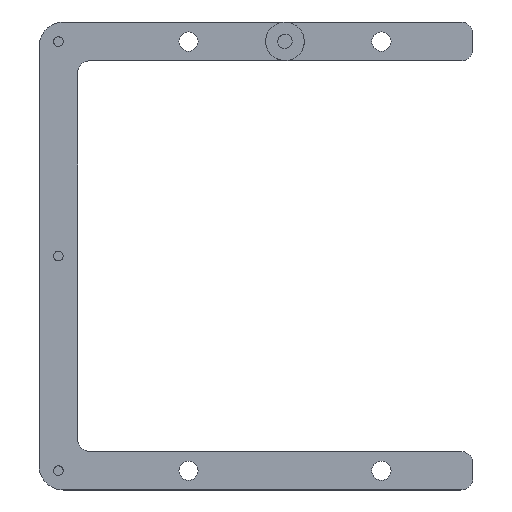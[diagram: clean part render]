
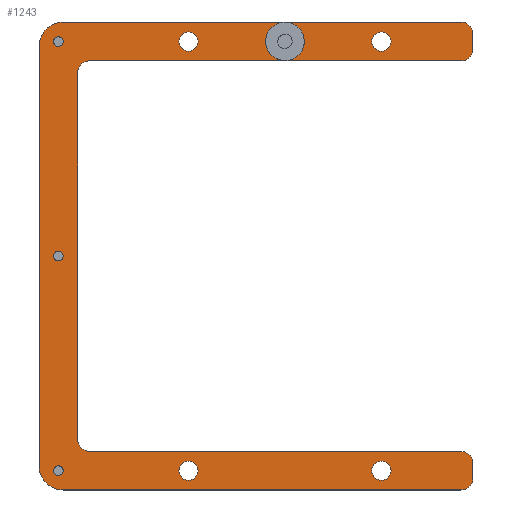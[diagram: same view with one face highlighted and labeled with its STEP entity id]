
A CAD part, top view. The second image highlights one B-rep face of the part: STEP entity #1243.
In plain terms, the highlighted planar face has unit normal (0, 0, 1).
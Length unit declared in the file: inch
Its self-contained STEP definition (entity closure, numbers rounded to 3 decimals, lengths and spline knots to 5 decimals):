
#329=CARTESIAN_POINT('',(0.41339,-1.59449,0.19685));
#330=VERTEX_POINT('',#329);
#337=CARTESIAN_POINT('',(3.44488,-1.59449,0.19685));
#338=VERTEX_POINT('',#337);
#339=CARTESIAN_POINT('',(3.44488,-1.59449,0.19685));
#340=DIRECTION('',(-1.,-0.,0.));
#341=VECTOR('',#340,3.0315);
#342=LINE('',#339,#341);
#343=EDGE_CURVE('',#338,#330,#342,.T.);
#368=CARTESIAN_POINT('',(0.31496,-1.49606,0.19685));
#369=VERTEX_POINT('',#368);
#376=CARTESIAN_POINT('',(0.41339,-1.49606,0.19685));
#377=DIRECTION('',(0.,0.,-1.));
#378=DIRECTION('',(0.,-1.,0.));
#379=AXIS2_PLACEMENT_3D('',#376,#377,#378);
#380=CIRCLE('',#379,0.09843);
#381=EDGE_CURVE('',#330,#369,#380,.T.);
#403=CARTESIAN_POINT('',(0.41339,1.59449,0.19685));
#404=VERTEX_POINT('',#403);
#411=CARTESIAN_POINT('',(0.31496,1.49606,0.19685));
#412=VERTEX_POINT('',#411);
#413=CARTESIAN_POINT('',(0.41339,1.49606,0.19685));
#414=DIRECTION('',(0.,0.,-1.));
#415=DIRECTION('',(-1.,0.,0.));
#416=AXIS2_PLACEMENT_3D('',#413,#414,#415);
#417=CIRCLE('',#416,0.09843);
#418=EDGE_CURVE('',#412,#404,#417,.T.);
#444=CARTESIAN_POINT('',(3.44488,-1.90945,0.19685));
#445=VERTEX_POINT('',#444);
#452=CARTESIAN_POINT('',(0.19685,-1.90945,0.19685));
#453=VERTEX_POINT('',#452);
#454=CARTESIAN_POINT('',(0.19685,-1.90945,0.19685));
#455=DIRECTION('',(1.,0.,-0.));
#456=VECTOR('',#455,3.24803);
#457=LINE('',#454,#456);
#458=EDGE_CURVE('',#453,#445,#457,.T.);
#481=CARTESIAN_POINT('',(0.31496,-1.49606,0.19685));
#482=DIRECTION('',(-0.,1.,0.));
#483=VECTOR('',#482,2.99213);
#484=LINE('',#481,#483);
#485=EDGE_CURVE('',#369,#412,#484,.T.);
#506=CARTESIAN_POINT('',(3.54331,-1.69291,0.19685));
#507=VERTEX_POINT('',#506);
#514=CARTESIAN_POINT('',(3.54331,-1.81102,0.19685));
#515=VERTEX_POINT('',#514);
#516=CARTESIAN_POINT('',(3.54331,-1.81102,0.19685));
#517=DIRECTION('',(0.,1.,0.));
#518=VECTOR('',#517,0.11811);
#519=LINE('',#516,#518);
#520=EDGE_CURVE('',#515,#507,#519,.T.);
#536=CARTESIAN_POINT('',(2.87402,-1.75197,0.19685));
#537=VERTEX_POINT('',#536);
#546=CARTESIAN_POINT('',(2.71654,-1.75197,0.19685));
#547=VERTEX_POINT('',#546);
#548=CARTESIAN_POINT('',(2.79528,-1.75197,0.19685));
#549=DIRECTION('',(0.,0.,1.));
#550=DIRECTION('',(-1.,0.,0.));
#551=AXIS2_PLACEMENT_3D('',#548,#549,#550);
#552=CIRCLE('',#551,0.07874);
#553=EDGE_CURVE('',#537,#547,#552,.T.);
#555=CARTESIAN_POINT('',(2.79528,-1.75197,0.19685));
#556=DIRECTION('',(0.,0.,1.));
#557=DIRECTION('',(-1.,0.,0.));
#558=AXIS2_PLACEMENT_3D('',#555,#556,#557);
#559=CIRCLE('',#558,0.07874);
#560=EDGE_CURVE('',#547,#537,#559,.T.);
#595=CARTESIAN_POINT('',(3.44488,-1.81102,0.19685));
#596=DIRECTION('',(0.,0.,1.));
#597=DIRECTION('',(0.,-1.,0.));
#598=AXIS2_PLACEMENT_3D('',#595,#596,#597);
#599=CIRCLE('',#598,0.09843);
#600=EDGE_CURVE('',#445,#515,#599,.T.);
#619=CARTESIAN_POINT('',(3.44488,1.59449,0.19685));
#620=VERTEX_POINT('',#619);
#627=CARTESIAN_POINT('',(0.41339,1.59449,0.19685));
#628=DIRECTION('',(1.,0.,0.));
#629=VECTOR('',#628,3.0315);
#630=LINE('',#627,#629);
#631=EDGE_CURVE('',#404,#620,#630,.T.);
#650=CARTESIAN_POINT('',(3.44488,-1.69291,0.19685));
#651=DIRECTION('',(0.,0.,1.));
#652=DIRECTION('',(1.,0.,-0.));
#653=AXIS2_PLACEMENT_3D('',#650,#651,#652);
#654=CIRCLE('',#653,0.09843);
#655=EDGE_CURVE('',#507,#338,#654,.T.);
#676=CARTESIAN_POINT('',(0.,-1.7126,0.19685));
#677=VERTEX_POINT('',#676);
#678=CARTESIAN_POINT('',(0.19685,-1.7126,0.19685));
#679=DIRECTION('',(0.,0.,1.));
#680=DIRECTION('',(-1.,0.,0.));
#681=AXIS2_PLACEMENT_3D('',#678,#679,#680);
#682=CIRCLE('',#681,0.19685);
#683=EDGE_CURVE('',#677,#453,#682,.T.);
#716=CARTESIAN_POINT('',(1.29921,1.75197,0.19685));
#717=VERTEX_POINT('',#716);
#726=CARTESIAN_POINT('',(1.22047,1.75197,0.19685));
#727=DIRECTION('',(0.,0.,1.));
#728=DIRECTION('',(1.,0.,-0.));
#729=AXIS2_PLACEMENT_3D('',#726,#727,#728);
#730=CIRCLE('',#729,0.07874);
#731=EDGE_CURVE('',#717,#717,#730,.T.);
#749=CARTESIAN_POINT('',(0.19685,-0.,0.19685));
#750=VERTEX_POINT('',#749);
#759=CARTESIAN_POINT('',(0.15748,0.,0.19685));
#760=DIRECTION('',(0.,0.,1.));
#761=DIRECTION('',(1.,0.,-0.));
#762=AXIS2_PLACEMENT_3D('',#759,#760,#761);
#763=CIRCLE('',#762,0.03937);
#764=EDGE_CURVE('',#750,#750,#763,.T.);
#782=CARTESIAN_POINT('',(0.19685,-1.75197,0.19685));
#783=VERTEX_POINT('',#782);
#790=CARTESIAN_POINT('',(0.15748,-1.75197,0.19685));
#791=DIRECTION('',(0.,0.,1.));
#792=DIRECTION('',(1.,0.,-0.));
#793=AXIS2_PLACEMENT_3D('',#790,#791,#792);
#794=CIRCLE('',#793,0.03937);
#795=EDGE_CURVE('',#783,#783,#794,.T.);
#824=CARTESIAN_POINT('',(0.19685,1.75197,0.19685));
#825=VERTEX_POINT('',#824);
#832=CARTESIAN_POINT('',(0.15748,1.75197,0.19685));
#833=DIRECTION('',(0.,0.,1.));
#834=DIRECTION('',(1.,0.,-0.));
#835=AXIS2_PLACEMENT_3D('',#832,#833,#834);
#836=CIRCLE('',#835,0.03937);
#837=EDGE_CURVE('',#825,#825,#836,.T.);
#975=CARTESIAN_POINT('',(3.54331,1.69291,0.19685));
#976=VERTEX_POINT('',#975);
#983=CARTESIAN_POINT('',(3.44488,1.69291,0.19685));
#984=DIRECTION('',(0.,0.,1.));
#985=DIRECTION('',(0.,-1.,0.));
#986=AXIS2_PLACEMENT_3D('',#983,#984,#985);
#987=CIRCLE('',#986,0.09843);
#988=EDGE_CURVE('',#620,#976,#987,.T.);
#1000=CARTESIAN_POINT('',(-0.,1.7126,0.19685));
#1001=VERTEX_POINT('',#1000);
#1008=CARTESIAN_POINT('',(0.19685,1.90945,0.19685));
#1009=VERTEX_POINT('',#1008);
#1010=CARTESIAN_POINT('',(0.19685,1.7126,0.19685));
#1011=DIRECTION('',(0.,-0.,1.));
#1012=DIRECTION('',(0.,1.,0.));
#1013=AXIS2_PLACEMENT_3D('',#1010,#1011,#1012);
#1014=CIRCLE('',#1013,0.19685);
#1015=EDGE_CURVE('',#1009,#1001,#1014,.T.);
#1033=CARTESIAN_POINT('',(-0.,1.7126,0.19685));
#1034=DIRECTION('',(0.,-1.,0.));
#1035=VECTOR('',#1034,3.4252);
#1036=LINE('',#1033,#1035);
#1037=EDGE_CURVE('',#1001,#677,#1036,.T.);
#1049=CARTESIAN_POINT('',(3.54331,1.81102,0.19685));
#1050=VERTEX_POINT('',#1049);
#1057=CARTESIAN_POINT('',(3.54331,1.69291,0.19685));
#1058=DIRECTION('',(-0.,1.,0.));
#1059=VECTOR('',#1058,0.11811);
#1060=LINE('',#1057,#1059);
#1061=EDGE_CURVE('',#976,#1050,#1060,.T.);
#1074=CARTESIAN_POINT('',(3.44488,1.90945,0.19685));
#1075=VERTEX_POINT('',#1074);
#1076=CARTESIAN_POINT('',(3.44488,1.90945,0.19685));
#1077=DIRECTION('',(-1.,0.,0.));
#1078=VECTOR('',#1077,3.24803);
#1079=LINE('',#1076,#1078);
#1080=EDGE_CURVE('',#1075,#1009,#1079,.T.);
#1096=CARTESIAN_POINT('',(2.87402,1.75197,0.19685));
#1097=VERTEX_POINT('',#1096);
#1104=CARTESIAN_POINT('',(2.79528,1.75197,0.19685));
#1105=DIRECTION('',(0.,0.,1.));
#1106=DIRECTION('',(1.,0.,-0.));
#1107=AXIS2_PLACEMENT_3D('',#1104,#1105,#1106);
#1108=CIRCLE('',#1107,0.07874);
#1109=EDGE_CURVE('',#1097,#1097,#1108,.T.);
#1121=CARTESIAN_POINT('',(2.08661,1.75197,0.19685));
#1122=VERTEX_POINT('',#1121);
#1129=CARTESIAN_POINT('',(2.00787,1.75197,0.19685));
#1130=DIRECTION('',(0.,0.,1.));
#1131=DIRECTION('',(1.,0.,-0.));
#1132=AXIS2_PLACEMENT_3D('',#1129,#1130,#1131);
#1133=CIRCLE('',#1132,0.07874);
#1134=EDGE_CURVE('',#1122,#1122,#1133,.T.);
#1146=CARTESIAN_POINT('',(1.29921,-1.75197,0.19685));
#1147=VERTEX_POINT('',#1146);
#1154=CARTESIAN_POINT('',(1.14173,-1.75197,0.19685));
#1155=VERTEX_POINT('',#1154);
#1156=CARTESIAN_POINT('',(1.22047,-1.75197,0.19685));
#1157=DIRECTION('',(0.,0.,1.));
#1158=DIRECTION('',(-1.,0.,0.));
#1159=AXIS2_PLACEMENT_3D('',#1156,#1157,#1158);
#1160=CIRCLE('',#1159,0.07874);
#1161=EDGE_CURVE('',#1147,#1155,#1160,.T.);
#1163=CARTESIAN_POINT('',(1.22047,-1.75197,0.19685));
#1164=DIRECTION('',(0.,0.,1.));
#1165=DIRECTION('',(-1.,0.,0.));
#1166=AXIS2_PLACEMENT_3D('',#1163,#1164,#1165);
#1167=CIRCLE('',#1166,0.07874);
#1168=EDGE_CURVE('',#1155,#1147,#1167,.T.);
#1183=CARTESIAN_POINT('',(3.44488,1.81102,0.19685));
#1184=DIRECTION('',(0.,0.,1.));
#1185=DIRECTION('',(1.,0.,-0.));
#1186=AXIS2_PLACEMENT_3D('',#1183,#1184,#1185);
#1187=CIRCLE('',#1186,0.09843);
#1188=EDGE_CURVE('',#1050,#1075,#1187,.T.);
#1194=CARTESIAN_POINT('',(0.19685,-1.7126,0.19685));
#1195=DIRECTION('',(0.,0.,1.));
#1196=DIRECTION('',(1.,0.,0.));
#1197=AXIS2_PLACEMENT_3D('',#1194,#1195,#1196);
#1198=PLANE('',#1197);
#1199=ORIENTED_EDGE('',*,*,#837,.F.);
#1200=EDGE_LOOP('',(#1199));
#1201=FACE_BOUND('',#1200,.T.);
#1202=ORIENTED_EDGE('',*,*,#795,.F.);
#1203=EDGE_LOOP('',(#1202));
#1204=FACE_BOUND('',#1203,.T.);
#1205=ORIENTED_EDGE('',*,*,#764,.F.);
#1206=EDGE_LOOP('',(#1205));
#1207=FACE_BOUND('',#1206,.T.);
#1208=ORIENTED_EDGE('',*,*,#731,.F.);
#1209=EDGE_LOOP('',(#1208));
#1210=FACE_BOUND('',#1209,.T.);
#1211=ORIENTED_EDGE('',*,*,#553,.F.);
#1212=ORIENTED_EDGE('',*,*,#560,.F.);
#1213=EDGE_LOOP('',(#1211,#1212));
#1214=FACE_BOUND('',#1213,.T.);
#1215=ORIENTED_EDGE('',*,*,#1161,.F.);
#1216=ORIENTED_EDGE('',*,*,#1168,.F.);
#1217=EDGE_LOOP('',(#1215,#1216));
#1218=FACE_BOUND('',#1217,.T.);
#1219=ORIENTED_EDGE('',*,*,#1134,.F.);
#1220=EDGE_LOOP('',(#1219));
#1221=FACE_BOUND('',#1220,.T.);
#1222=ORIENTED_EDGE('',*,*,#1109,.F.);
#1223=EDGE_LOOP('',(#1222));
#1224=FACE_BOUND('',#1223,.T.);
#1225=ORIENTED_EDGE('',*,*,#683,.T.);
#1226=ORIENTED_EDGE('',*,*,#458,.T.);
#1227=ORIENTED_EDGE('',*,*,#600,.T.);
#1228=ORIENTED_EDGE('',*,*,#520,.T.);
#1229=ORIENTED_EDGE('',*,*,#655,.T.);
#1230=ORIENTED_EDGE('',*,*,#343,.T.);
#1231=ORIENTED_EDGE('',*,*,#381,.T.);
#1232=ORIENTED_EDGE('',*,*,#485,.T.);
#1233=ORIENTED_EDGE('',*,*,#418,.T.);
#1234=ORIENTED_EDGE('',*,*,#631,.T.);
#1235=ORIENTED_EDGE('',*,*,#988,.T.);
#1236=ORIENTED_EDGE('',*,*,#1061,.T.);
#1237=ORIENTED_EDGE('',*,*,#1188,.T.);
#1238=ORIENTED_EDGE('',*,*,#1080,.T.);
#1239=ORIENTED_EDGE('',*,*,#1015,.T.);
#1240=ORIENTED_EDGE('',*,*,#1037,.T.);
#1241=EDGE_LOOP('',(#1225,#1226,#1227,#1228,#1229,#1230,#1231,#1232,#1233,#1234,#1235,#1236,#1237,#1238,#1239,#1240));
#1242=FACE_BOUND('',#1241,.T.);
#1243=ADVANCED_FACE('',(#1201,#1204,#1207,#1210,#1214,#1218,#1221,#1224,#1242),#1198,.T.);
